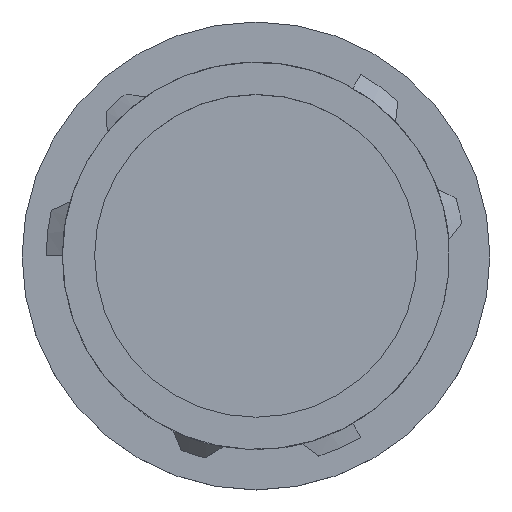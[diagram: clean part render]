
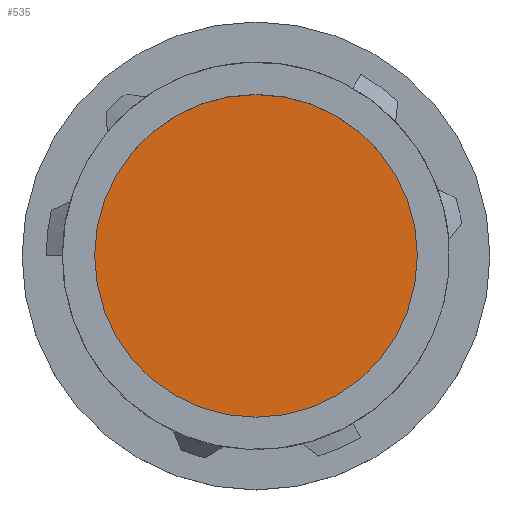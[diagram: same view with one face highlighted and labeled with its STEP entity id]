
A CAD part, top view. The second image highlights one B-rep face of the part: STEP entity #535.
In plain terms, the highlighted planar face has unit normal (0, 0, 1).
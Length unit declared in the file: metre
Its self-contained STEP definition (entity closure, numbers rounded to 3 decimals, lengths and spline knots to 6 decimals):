
#54=CIRCLE('',#596,0.01);
#154=ORIENTED_EDGE('',*,*,#278,.F.);
#278=EDGE_CURVE('',#346,#346,#54,.T.);
#346=VERTEX_POINT('',#895);
#443=EDGE_LOOP('',(#154));
#485=FACE_BOUND('',#443,.T.);
#512=PLANE('',#598);
#535=ADVANCED_FACE('',(#485),#512,.F.);
#596=AXIS2_PLACEMENT_3D('',#894,#693,#694);
#598=AXIS2_PLACEMENT_3D('',#897,#697,#698);
#693=DIRECTION('',(0.,0.,-1.));
#694=DIRECTION('',(-1.,0.,0.));
#697=DIRECTION('',(0.,0.,-1.));
#698=DIRECTION('',(1.,0.,0.));
#894=CARTESIAN_POINT('',(0.,0.,-0.006));
#895=CARTESIAN_POINT('',(-0.01,0.,-0.006));
#897=CARTESIAN_POINT('',(0.,0.,-0.006));
